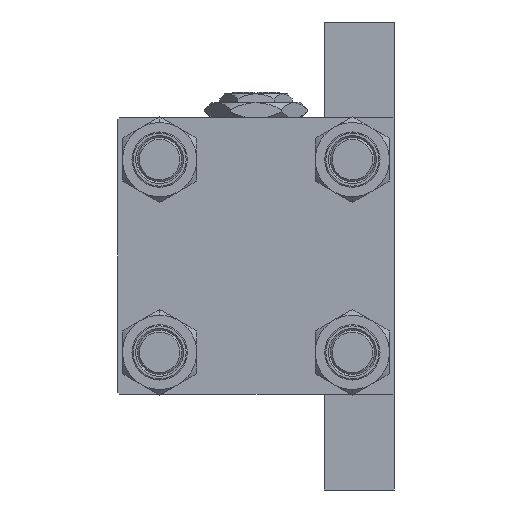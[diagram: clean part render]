
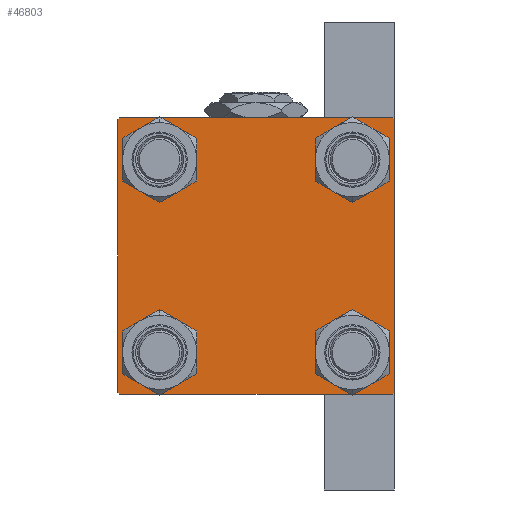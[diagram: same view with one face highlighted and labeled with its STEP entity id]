
A CAD part, left-side view. The second image highlights one B-rep face of the part: STEP entity #46803.
In plain terms, the highlighted planar face has unit normal (-1, 0, 0).
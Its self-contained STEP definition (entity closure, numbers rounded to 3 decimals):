
#363 = DIRECTION ( 'NONE',  ( 0., 0., 1. ) ) ;
#810 = CARTESIAN_POINT ( 'NONE',  ( 0., 0., 0. ) ) ;
#1204 = VECTOR ( 'NONE', #25137, 1000. ) ;
#1787 = DIRECTION ( 'NONE',  ( 0., 0.707, -0.707 ) ) ;
#1843 = AXIS2_PLACEMENT_3D ( 'NONE', #12618, #23977, #31528 ) ;
#2457 = ORIENTED_EDGE ( 'NONE', *, *, #23068, .T. ) ;
#2588 = CARTESIAN_POINT ( 'NONE',  ( 0., -26.15, -26.15 ) ) ;
#2662 = CARTESIAN_POINT ( 'NONE',  ( 0., 26.15, -26.15 ) ) ;
#3311 = VERTEX_POINT ( 'NONE', #43390 ) ;
#3635 = DIRECTION ( 'NONE',  ( 1., 0., 0. ) ) ;
#4097 = DIRECTION ( 'NONE',  ( 0., -0.707, 0.707 ) ) ;
#4994 = VERTEX_POINT ( 'NONE', #9355 ) ;
#5027 = VECTOR ( 'NONE', #36234, 1000. ) ;
#5078 = CARTESIAN_POINT ( 'NONE',  ( 0., -37.25, -37.25 ) ) ;
#5387 = CIRCLE ( 'NONE', #33531, 6.5 ) ;
#5674 = ORIENTED_EDGE ( 'NONE', *, *, #20360, .T. ) ;
#5921 = ORIENTED_EDGE ( 'NONE', *, *, #12380, .F. ) ;
#6152 = CARTESIAN_POINT ( 'NONE',  ( 0., 37.5, 37.5 ) ) ;
#6662 = EDGE_LOOP ( 'NONE', ( #5674, #16603 ) ) ;
#6669 = DIRECTION ( 'NONE',  ( 0., 0., 1. ) ) ;
#6932 = EDGE_CURVE ( 'NONE', #30643, #37891, #43389, .T. ) ;
#7076 = ORIENTED_EDGE ( 'NONE', *, *, #6932, .T. ) ;
#7088 = DIRECTION ( 'NONE',  ( 0., 0., 1. ) ) ;
#7151 = CARTESIAN_POINT ( 'NONE',  ( 0., -37.5, 37. ) ) ;
#7201 = ORIENTED_EDGE ( 'NONE', *, *, #41528, .T. ) ;
#7250 = AXIS2_PLACEMENT_3D ( 'NONE', #38112, #3635, #363 ) ;
#7780 = ORIENTED_EDGE ( 'NONE', *, *, #23739, .T. ) ;
#8329 = FACE_OUTER_BOUND ( 'NONE', #11432, .T. ) ;
#8338 = LINE ( 'NONE', #5078, #28357 ) ;
#8579 = DIRECTION ( 'NONE',  ( -1., 0., 0. ) ) ;
#8645 = EDGE_CURVE ( 'NONE', #37891, #30643, #20062, .T. ) ;
#8777 = DIRECTION ( 'NONE',  ( 0., -1., 0. ) ) ;
#8905 = CARTESIAN_POINT ( 'NONE',  ( 0., -26.15, 26.15 ) ) ;
#9026 = CARTESIAN_POINT ( 'NONE',  ( 0., 37.5, 37.5 ) ) ;
#9214 = AXIS2_PLACEMENT_3D ( 'NONE', #810, #8579, #31518 ) ;
#9355 = CARTESIAN_POINT ( 'NONE',  ( 0., -26.15, 19.65 ) ) ;
#9939 = CARTESIAN_POINT ( 'NONE',  ( 0., 26.15, 26.15 ) ) ;
#10194 = DIRECTION ( 'NONE',  ( 0., 0., 1. ) ) ;
#11163 = CIRCLE ( 'NONE', #18397, 6.5 ) ;
#11432 = EDGE_LOOP ( 'NONE', ( #35122, #13445, #35536, #7201, #5921, #38436, #38424, #2457 ) ) ;
#11993 = CARTESIAN_POINT ( 'NONE',  ( 0., -37.5, -37. ) ) ;
#12107 = FACE_BOUND ( 'NONE', #29086, .T. ) ;
#12380 = EDGE_CURVE ( 'NONE', #22793, #45528, #33036, .T. ) ;
#12618 = CARTESIAN_POINT ( 'NONE',  ( 0., 26.15, -26.15 ) ) ;
#13078 = VERTEX_POINT ( 'NONE', #41365 ) ;
#13445 = ORIENTED_EDGE ( 'NONE', *, *, #41890, .T. ) ;
#13532 = CARTESIAN_POINT ( 'NONE',  ( 0., -37.25, 37.25 ) ) ;
#13813 = LINE ( 'NONE', #36726, #5027 ) ;
#13870 = CARTESIAN_POINT ( 'NONE',  ( 0., 26.15, 19.65 ) ) ;
#14699 = DIRECTION ( 'NONE',  ( 1., 0., 0. ) ) ;
#15393 = VERTEX_POINT ( 'NONE', #45837 ) ;
#15493 = CIRCLE ( 'NONE', #1843, 6.5 ) ;
#15740 = EDGE_CURVE ( 'NONE', #3311, #40808, #16599, .T. ) ;
#16161 = PLANE ( 'NONE',  #9214 ) ;
#16599 = LINE ( 'NONE', #9026, #34293 ) ;
#16603 = ORIENTED_EDGE ( 'NONE', *, *, #24574, .T. ) ;
#16725 = DIRECTION ( 'NONE',  ( 0., 0., 1. ) ) ;
#16947 = VERTEX_POINT ( 'NONE', #22061 ) ;
#17375 = LINE ( 'NONE', #36268, #49647 ) ;
#18006 = DIRECTION ( 'NONE',  ( 1., 0., 0. ) ) ;
#18397 = AXIS2_PLACEMENT_3D ( 'NONE', #49144, #14699, #45382 ) ;
#18482 = CARTESIAN_POINT ( 'NONE',  ( 0., 26.15, 32.65 ) ) ;
#18921 = CARTESIAN_POINT ( 'NONE',  ( 0., -26.15, -32.65 ) ) ;
#19028 = EDGE_CURVE ( 'NONE', #13078, #15393, #43650, .T. ) ;
#19984 = CIRCLE ( 'NONE', #40843, 6.5 ) ;
#19996 = CARTESIAN_POINT ( 'NONE',  ( 0., 26.15, -19.65 ) ) ;
#20062 = CIRCLE ( 'NONE', #49750, 6.5 ) ;
#20360 = EDGE_CURVE ( 'NONE', #16947, #34867, #5387, .T. ) ;
#21962 = DIRECTION ( 'NONE',  ( 1., 0., 0. ) ) ;
#22061 = CARTESIAN_POINT ( 'NONE',  ( 0., -26.15, -19.65 ) ) ;
#22793 = VERTEX_POINT ( 'NONE', #7151 ) ;
#23068 = EDGE_CURVE ( 'NONE', #3311, #13078, #17375, .T. ) ;
#23739 = EDGE_CURVE ( 'NONE', #31767, #23980, #19984, .T. ) ;
#23977 = DIRECTION ( 'NONE',  ( 1., 0., 0. ) ) ;
#23980 = VERTEX_POINT ( 'NONE', #19996 ) ;
#24169 = CARTESIAN_POINT ( 'NONE',  ( 0., 37.25, -37.25 ) ) ;
#24290 = DIRECTION ( 'NONE',  ( 1., 0., 0. ) ) ;
#24574 = EDGE_CURVE ( 'NONE', #34867, #16947, #11163, .T. ) ;
#24706 = FACE_BOUND ( 'NONE', #48417, .T. ) ;
#24994 = DIRECTION ( 'NONE',  ( 0., 0., -1. ) ) ;
#25137 = DIRECTION ( 'NONE',  ( 0., 0.707, 0.707 ) ) ;
#25148 = LINE ( 'NONE', #24169, #38809 ) ;
#25290 = DIRECTION ( 'NONE',  ( 0., 0., -1. ) ) ;
#25510 = EDGE_LOOP ( 'NONE', ( #42173, #30193 ) ) ;
#25725 = CARTESIAN_POINT ( 'NONE',  ( 0., -37.5, 37.5 ) ) ;
#28357 = VECTOR ( 'NONE', #4097, 1000. ) ;
#28432 = CIRCLE ( 'NONE', #49292, 6.5 ) ;
#29086 = EDGE_LOOP ( 'NONE', ( #40454, #7076 ) ) ;
#29342 = FACE_BOUND ( 'NONE', #25510, .T. ) ;
#29596 = FACE_BOUND ( 'NONE', #6662, .T. ) ;
#30187 = CIRCLE ( 'NONE', #49426, 6.5 ) ;
#30193 = ORIENTED_EDGE ( 'NONE', *, *, #48282, .T. ) ;
#30515 = DIRECTION ( 'NONE',  ( 1., 0., 0. ) ) ;
#30643 = VERTEX_POINT ( 'NONE', #13870 ) ;
#30973 = CARTESIAN_POINT ( 'NONE',  ( 0., 26.15, -32.65 ) ) ;
#31518 = DIRECTION ( 'NONE',  ( 0., 0., 1. ) ) ;
#31528 = DIRECTION ( 'NONE',  ( 0., 0., 1. ) ) ;
#31767 = VERTEX_POINT ( 'NONE', #30973 ) ;
#33036 = LINE ( 'NONE', #25725, #47005 ) ;
#33531 = AXIS2_PLACEMENT_3D ( 'NONE', #2588, #21962, #7088 ) ;
#34293 = VECTOR ( 'NONE', #8777, 1000. ) ;
#34867 = VERTEX_POINT ( 'NONE', #18921 ) ;
#35122 = ORIENTED_EDGE ( 'NONE', *, *, #19028, .T. ) ;
#35502 = CARTESIAN_POINT ( 'NONE',  ( 0., -37., -37.5 ) ) ;
#35536 = ORIENTED_EDGE ( 'NONE', *, *, #35631, .T. ) ;
#35631 = EDGE_CURVE ( 'NONE', #47178, #42717, #13813, .T. ) ;
#36177 = CARTESIAN_POINT ( 'NONE',  ( 0., -26.15, 32.65 ) ) ;
#36207 = LINE ( 'NONE', #13532, #1204 ) ;
#36234 = DIRECTION ( 'NONE',  ( 0., -1., 0. ) ) ;
#36268 = CARTESIAN_POINT ( 'NONE',  ( 0., 37.25, 37.25 ) ) ;
#36692 = VERTEX_POINT ( 'NONE', #36177 ) ;
#36726 = CARTESIAN_POINT ( 'NONE',  ( 0., 37.5, -37.5 ) ) ;
#37891 = VERTEX_POINT ( 'NONE', #18482 ) ;
#38112 = CARTESIAN_POINT ( 'NONE',  ( 0., 26.15, 26.15 ) ) ;
#38424 = ORIENTED_EDGE ( 'NONE', *, *, #15740, .F. ) ;
#38436 = ORIENTED_EDGE ( 'NONE', *, *, #39218, .T. ) ;
#38809 = VECTOR ( 'NONE', #47267, 1000. ) ;
#39218 = EDGE_CURVE ( 'NONE', #22793, #40808, #36207, .T. ) ;
#39318 = CARTESIAN_POINT ( 'NONE',  ( 0., -37., 37.5 ) ) ;
#40454 = ORIENTED_EDGE ( 'NONE', *, *, #8645, .T. ) ;
#40808 = VERTEX_POINT ( 'NONE', #39318 ) ;
#40843 = AXIS2_PLACEMENT_3D ( 'NONE', #2662, #18006, #6669 ) ;
#41365 = CARTESIAN_POINT ( 'NONE',  ( 0., 37.5, 37. ) ) ;
#41528 = EDGE_CURVE ( 'NONE', #42717, #45528, #8338, .T. ) ;
#41541 = EDGE_CURVE ( 'NONE', #23980, #31767, #15493, .T. ) ;
#41819 = CARTESIAN_POINT ( 'NONE',  ( 0., -26.15, 26.15 ) ) ;
#41890 = EDGE_CURVE ( 'NONE', #15393, #47178, #25148, .T. ) ;
#42173 = ORIENTED_EDGE ( 'NONE', *, *, #43938, .T. ) ;
#42717 = VERTEX_POINT ( 'NONE', #35502 ) ;
#43389 = CIRCLE ( 'NONE', #7250, 6.5 ) ;
#43390 = CARTESIAN_POINT ( 'NONE',  ( 0., 37., 37.5 ) ) ;
#43650 = LINE ( 'NONE', #6152, #44704 ) ;
#43938 = EDGE_CURVE ( 'NONE', #36692, #4994, #28432, .T. ) ;
#44704 = VECTOR ( 'NONE', #25290, 1000. ) ;
#45382 = DIRECTION ( 'NONE',  ( 0., 0., 1. ) ) ;
#45528 = VERTEX_POINT ( 'NONE', #11993 ) ;
#45824 = DIRECTION ( 'NONE',  ( 0., 0., 1. ) ) ;
#45837 = CARTESIAN_POINT ( 'NONE',  ( 0., 37.5, -37. ) ) ;
#46803 = ADVANCED_FACE ( 'NONE', ( #29342, #29596, #24706, #12107, #8329 ), #16161, .T. ) ;
#47005 = VECTOR ( 'NONE', #24994, 1000. ) ;
#47178 = VERTEX_POINT ( 'NONE', #48487 ) ;
#47267 = DIRECTION ( 'NONE',  ( 0., -0.707, -0.707 ) ) ;
#48282 = EDGE_CURVE ( 'NONE', #4994, #36692, #30187, .T. ) ;
#48417 = EDGE_LOOP ( 'NONE', ( #49219, #7780 ) ) ;
#48487 = CARTESIAN_POINT ( 'NONE',  ( 0., 37., -37.5 ) ) ;
#48919 = DIRECTION ( 'NONE',  ( 1., 0., 0. ) ) ;
#49144 = CARTESIAN_POINT ( 'NONE',  ( 0., -26.15, -26.15 ) ) ;
#49219 = ORIENTED_EDGE ( 'NONE', *, *, #41541, .T. ) ;
#49292 = AXIS2_PLACEMENT_3D ( 'NONE', #41819, #30515, #45824 ) ;
#49426 = AXIS2_PLACEMENT_3D ( 'NONE', #8905, #24290, #16725 ) ;
#49647 = VECTOR ( 'NONE', #1787, 1000. ) ;
#49750 = AXIS2_PLACEMENT_3D ( 'NONE', #9939, #48919, #10194 ) ;
